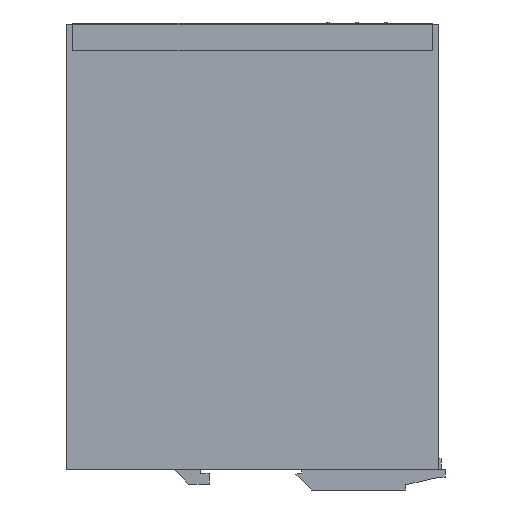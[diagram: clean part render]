
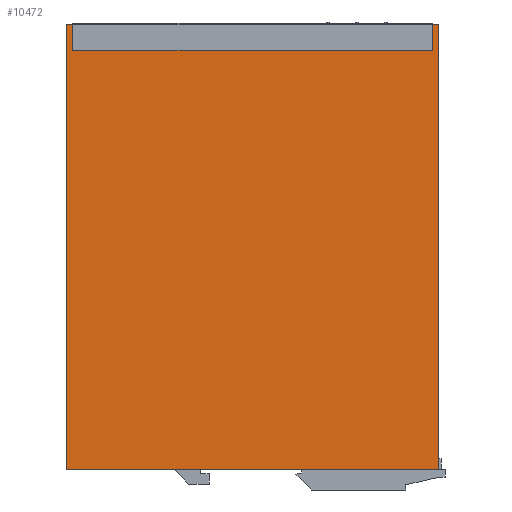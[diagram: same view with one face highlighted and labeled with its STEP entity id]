
A CAD part, left-side view. The second image highlights one B-rep face of the part: STEP entity #10472.
In plain terms, the highlighted planar face has unit normal (-1, 0, 0).
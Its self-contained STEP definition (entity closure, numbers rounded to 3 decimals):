
#286=VERTEX_POINT('',#14076);
#288=VERTEX_POINT('',#14079);
#291=VERTEX_POINT('',#14086);
#293=VERTEX_POINT('',#14090);
#294=VERTEX_POINT('',#14097);
#297=VERTEX_POINT('',#14103);
#487=VERTEX_POINT('',#14485);
#500=VERTEX_POINT('',#14522);
#1317=VECTOR('',#11801,1.);
#1323=VECTOR('',#11808,1.);
#1324=VECTOR('',#11810,1.);
#1326=VECTOR('',#11813,1.);
#1519=VECTOR('',#12008,1.);
#1537=VECTOR('',#12032,1.);
#1538=VECTOR('',#12033,1.);
#2807=LINE('',#14078,#1317);
#2813=LINE('',#14091,#1323);
#2814=LINE('',#14093,#1324);
#2816=LINE('',#14096,#1326);
#3009=LINE('',#14484,#1519);
#3027=LINE('',#14521,#1537);
#3028=LINE('',#14523,#1538);
#4297=EDGE_CURVE('',#288,#286,#2807,.T.);
#4303=EDGE_CURVE('',#291,#293,#2813,.T.);
#4304=EDGE_CURVE('',#293,#288,#2814,.T.);
#4306=EDGE_CURVE('',#294,#291,#2816,.T.);
#4311=EDGE_CURVE('',#286,#297,#2816,.T.);
#4501=EDGE_CURVE('',#487,#294,#3009,.T.);
#4519=EDGE_CURVE('',#297,#500,#3027,.T.);
#4520=EDGE_CURVE('',#487,#500,#3028,.T.);
#6072=ORIENTED_EDGE('',*,*,#4297,.T.);
#6073=ORIENTED_EDGE('',*,*,#4311,.T.);
#6074=ORIENTED_EDGE('',*,*,#4519,.T.);
#6075=ORIENTED_EDGE('',*,*,#4520,.F.);
#6076=ORIENTED_EDGE('',*,*,#4501,.T.);
#6077=ORIENTED_EDGE('',*,*,#4306,.T.);
#6078=ORIENTED_EDGE('',*,*,#4303,.T.);
#6079=ORIENTED_EDGE('',*,*,#4304,.T.);
#8985=EDGE_LOOP('',(#6072,#6073,#6074,#6075,#6076,#6077,#6078,#6079));
#9751=FACE_BOUND('',#8985,.T.);
#10472=ADVANCED_FACE('',(#9751),#17304,.F.);
#11111=AXIS2_PLACEMENT_3D('',#14520,#12031,$);
#11801=DIRECTION('',(0.,0.,1.));
#11808=DIRECTION('',(0.,0.,-1.));
#11810=DIRECTION('',(0.,1.,0.));
#11813=DIRECTION('',(0.,1.,0.));
#12008=DIRECTION('',(0.,0.,1.));
#12031=DIRECTION('',(1.,0.,0.));
#12032=DIRECTION('',(0.,0.,-1.));
#12033=DIRECTION('',(0.,1.,0.));
#14076=CARTESIAN_POINT('',(-27.5,61.4,76.05));
#14078=CARTESIAN_POINT('',(-27.5,61.4,35.775));
#14079=CARTESIAN_POINT('',(-27.5,61.4,67.05));
#14086=CARTESIAN_POINT('',(-27.5,-61.4,76.05));
#14090=CARTESIAN_POINT('',(-27.5,-61.4,67.05));
#14091=CARTESIAN_POINT('',(-27.5,-61.4,35.775));
#14093=CARTESIAN_POINT('',(-27.5,0.,67.05));
#14096=CARTESIAN_POINT('',(-27.5,-63.5,76.05));
#14097=CARTESIAN_POINT('',(-27.5,-63.5,76.05));
#14103=CARTESIAN_POINT('',(-27.5,63.5,76.05));
#14484=CARTESIAN_POINT('',(-27.5,-63.5,-76.05));
#14485=CARTESIAN_POINT('',(-27.5,-63.5,-76.05));
#14520=CARTESIAN_POINT('',(-27.5,0.,0.));
#14521=CARTESIAN_POINT('',(-27.5,63.5,76.05));
#14522=CARTESIAN_POINT('',(-27.5,63.5,-76.05));
#14523=CARTESIAN_POINT('',(-27.5,-63.5,-76.05));
#17304=PLANE('',#11111);
